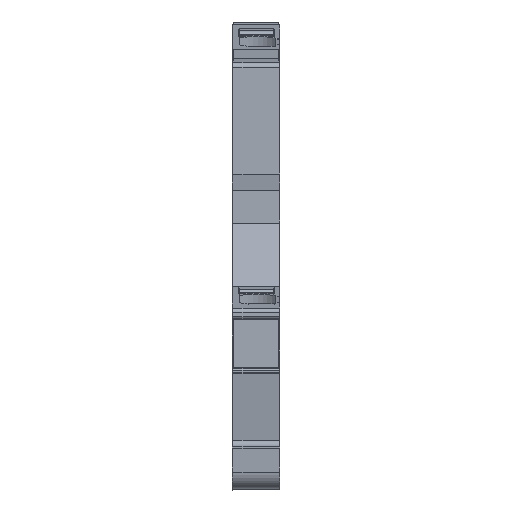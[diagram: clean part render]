
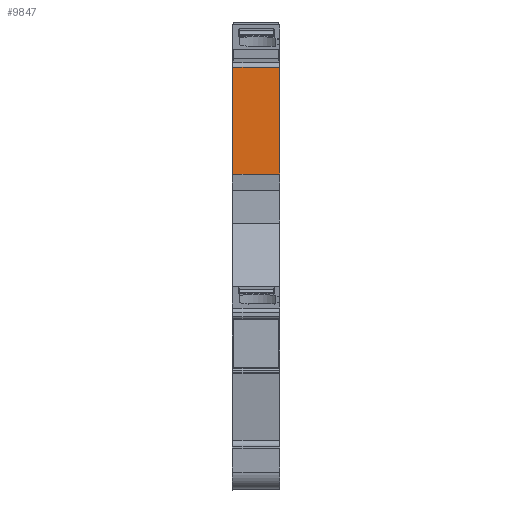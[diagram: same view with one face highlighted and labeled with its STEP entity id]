
A CAD part, front view. The second image highlights one B-rep face of the part: STEP entity #9847.
In plain terms, the highlighted planar face has unit normal (0, -1, 0).
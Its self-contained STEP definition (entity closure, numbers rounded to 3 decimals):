
#9820=AXIS2_PLACEMENT_3D('Plane Axis2P3D',#9817,#9818,#9819) ;
#1047=CARTESIAN_POINT('Vertex',(5.1,11.876,45.618)) ;
#1050=CARTESIAN_POINT('Line Origine',(5.1,11.876,39.862)) ;
#1054=CARTESIAN_POINT('Vertex',(5.1,11.876,34.105)) ;
#6513=CARTESIAN_POINT('Vertex',(0.,11.876,34.105)) ;
#6516=CARTESIAN_POINT('Line Origine',(0.,11.876,39.862)) ;
#6520=CARTESIAN_POINT('Vertex',(0.,11.876,45.618)) ;
#9797=CARTESIAN_POINT('Line Origine',(2.55,11.876,45.618)) ;
#9801=CARTESIAN_POINT('Vertex',(0.05,11.876,45.618)) ;
#9817=CARTESIAN_POINT('Axis2P3D Location',(0.,11.876,34.105)) ;
#9822=CARTESIAN_POINT('Line Origine',(2.575,11.876,34.105)) ;
#9826=CARTESIAN_POINT('Vertex',(0.05,11.876,34.105)) ;
#9829=CARTESIAN_POINT('Line Origine',(0.025,11.876,45.618)) ;
#9834=CARTESIAN_POINT('Line Origine',(0.025,11.876,34.105)) ;
#1051=DIRECTION('Vector Direction',(0.,0.,1.)) ;
#6517=DIRECTION('Vector Direction',(0.,0.,-1.)) ;
#9798=DIRECTION('Vector Direction',(1.,0.,0.)) ;
#9818=DIRECTION('Axis2P3D Direction',(0.,1.,0.)) ;
#9819=DIRECTION('Axis2P3D XDirection',(0.,0.,1.)) ;
#9823=DIRECTION('Vector Direction',(1.,0.,0.)) ;
#9830=DIRECTION('Vector Direction',(1.,0.,0.)) ;
#9835=DIRECTION('Vector Direction',(1.,0.,0.)) ;
#1052=VECTOR('Line Direction',#1051,1.) ;
#6518=VECTOR('Line Direction',#6517,1.) ;
#9799=VECTOR('Line Direction',#9798,1.) ;
#9824=VECTOR('Line Direction',#9823,1.) ;
#9831=VECTOR('Line Direction',#9830,1.) ;
#9836=VECTOR('Line Direction',#9835,1.) ;
#9840=ORIENTED_EDGE('',*,*,#9828,.T.) ;
#9841=ORIENTED_EDGE('',*,*,#1056,.T.) ;
#9842=ORIENTED_EDGE('',*,*,#9803,.F.) ;
#9843=ORIENTED_EDGE('',*,*,#9833,.F.) ;
#9844=ORIENTED_EDGE('',*,*,#6522,.F.) ;
#9845=ORIENTED_EDGE('',*,*,#9838,.T.) ;
#9847=ADVANCED_FACE('MLD_AITB_2-5_BB_X-L',(#9846),#9821,.F.) ;
#1056=EDGE_CURVE('',#1055,#1048,#1053,.T.) ;
#6522=EDGE_CURVE('',#6514,#6521,#6519,.F.) ;
#9803=EDGE_CURVE('',#9802,#1048,#9800,.T.) ;
#9828=EDGE_CURVE('',#9827,#1055,#9825,.T.) ;
#9833=EDGE_CURVE('',#6521,#9802,#9832,.T.) ;
#9838=EDGE_CURVE('',#6514,#9827,#9837,.T.) ;
#9839=EDGE_LOOP('',(#9840,#9841,#9842,#9843,#9844,#9845)) ;
#9846=FACE_OUTER_BOUND('',#9839,.T.) ;
#1053=LINE('Line',#1050,#1052) ;
#6519=LINE('Line',#6516,#6518) ;
#9800=LINE('Line',#9797,#9799) ;
#9825=LINE('Line',#9822,#9824) ;
#9832=LINE('Line',#9829,#9831) ;
#9837=LINE('Line',#9834,#9836) ;
#9821=PLANE('',#9820) ;
#1048=VERTEX_POINT('',#1047) ;
#1055=VERTEX_POINT('',#1054) ;
#6514=VERTEX_POINT('',#6513) ;
#6521=VERTEX_POINT('',#6520) ;
#9802=VERTEX_POINT('',#9801) ;
#9827=VERTEX_POINT('',#9826) ;
